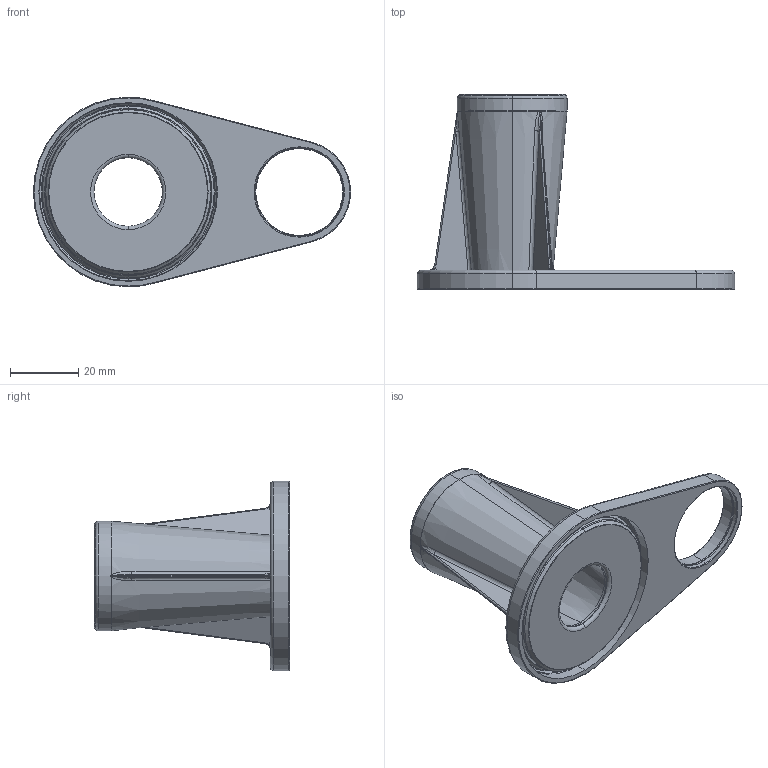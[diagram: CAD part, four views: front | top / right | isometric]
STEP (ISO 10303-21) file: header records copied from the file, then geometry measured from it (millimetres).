
FILE_DESCRIPTION (( 'STEP AP203' ), '1' );
FILE_NAME ('4. Flow meter body.STEP', '2020-03-20T05:52:04', ( '' ), ( '' ), 'SwSTEP 2.0', 'SolidWorks 2018', '' );
FILE_SCHEMA (( 'CONFIG_CONTROL_DESIGN' ));
Length unit declared in the file: millimetre
Products named in the file (1): 4. Flow meter body
Bounding box: 92.7 x 57.01 x 55.4 mm (x, y, z)
Volume: 16342.2 mm3; surface area: 20093.7 mm2
Topology: 1 solids, 1 shells, 250 faces, 587 edges, 316 vertices
Faces by surface type: torus 79, bspline 78, cylinder 50, cone 19, plane 18, sphere 6
Entity records: 9086 total; most frequent: CARTESIAN_POINT 3887, ORIENTED_EDGE 1126, DIRECTION 1050, EDGE_CURVE 563, AXIS2_PLACEMENT_3D 482, VERTEX_POINT 316, CIRCLE 309, EDGE_LOOP 255
